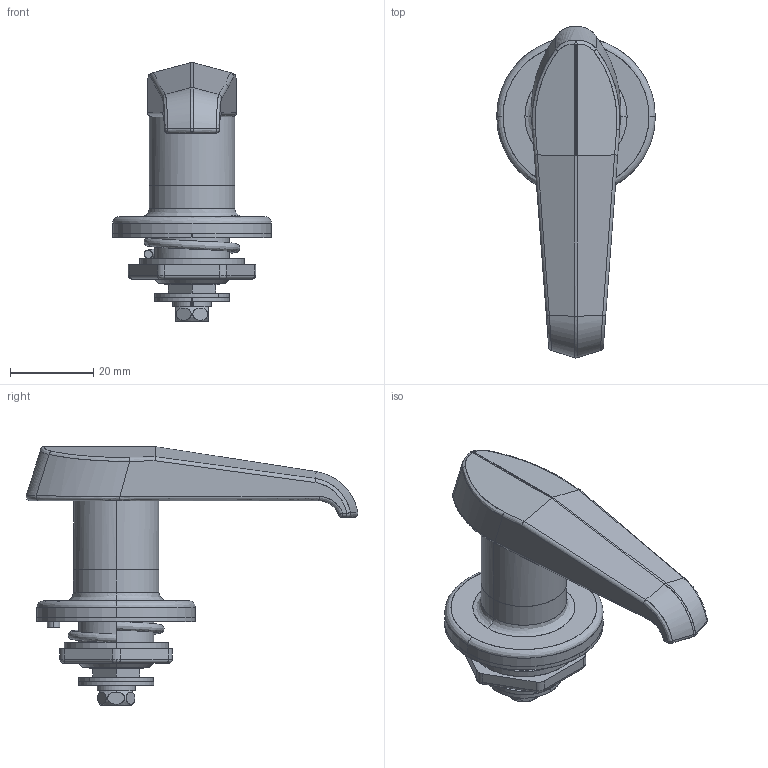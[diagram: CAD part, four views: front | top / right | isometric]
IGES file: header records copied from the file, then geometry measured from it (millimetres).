
Start section: SolidWorks IGES file using analytic representation for surfaces
Global section: file name: A-140-5-2.IGS,15; native system: HSolidWorks 2012; preprocessor: SolidWorks 2012; author: 1337yo; date: 160323.142830; units: millimetre
Bounding box: 38 x 79.63 x 62.1 mm (x, y, z)
Surface area: 17236.6 mm2 (no closed solid volume)
Topology: 0 solids, 0 shells, 260 faces, 3813 edges, 3805 vertices
Faces by surface type: bspline 143, revolution 117
